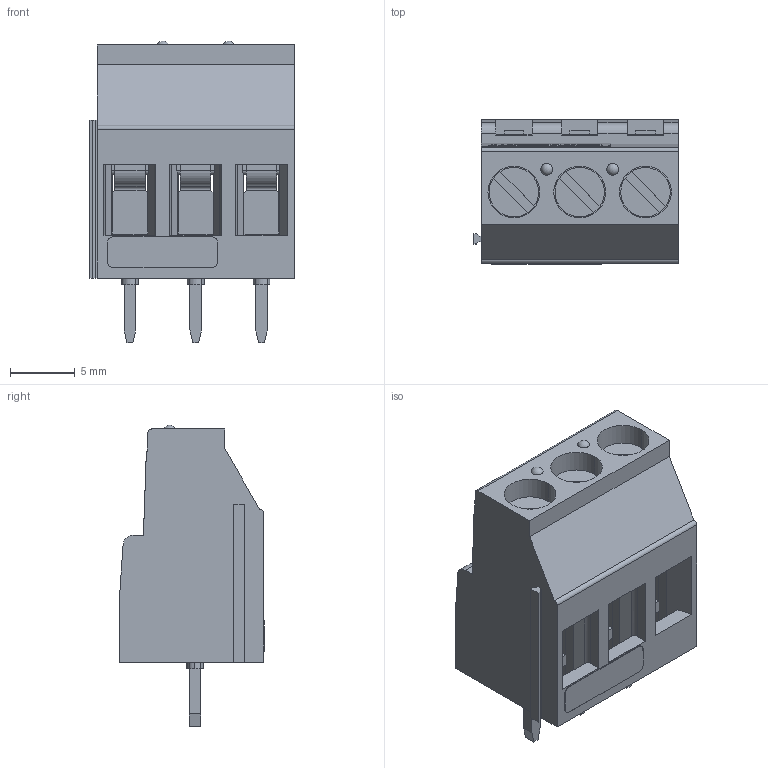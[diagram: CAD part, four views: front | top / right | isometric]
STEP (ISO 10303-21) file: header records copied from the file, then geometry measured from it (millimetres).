
FILE_DESCRIPTION(('Creo Elements/Direct Modeling STEP Export'),'2;1');
FILE_NAME('model.stp','2023-03-09T14:37:29',(''),(''),'Creo Elements/Direct Modeling STEP processor for AP214 (Solid Model)','Creo Elements/Direct Modeling 20.1D 10-Oct-2020 (C) Parametric Technology GmbH','');
FILE_SCHEMA(('AUTOMOTIVE_DESIGN { 1 0 10303 214 1 1 1 1 }'));
Length unit declared in the file: millimetre
Products named in the file (6): MKDS_3_3-5.08_GEH; Druckstück_2; Klemmhülse_1; Schraube_2; Bohrloch.2; MKDS_3_3-5.08
Assembly tree (13 placements, depth 2):
  MKDS_3_3-5.08
    Bohrloch.2  x3
    Klemmhülse_1  x3
    Schraube_2  x3
    Druckstück_2  x3
    MKDS_3_3-5.08_GEH
Bounding box: 15.81 x 11.18 x 23.3 mm (x, y, z)
Volume: 1766.8 mm3; surface area: 3806.6 mm2
Topology: 13 solids, 13 shells, 787 faces, 2182 edges, 1447 vertices
Faces by surface type: plane 641, cylinder 111, extrusion 30, bspline 3, sphere 2
Entity records: 27307 total; most frequent: CARTESIAN_POINT 5707, ORIENTED_EDGE 3572, DIRECTION 3073, EDGE_CURVE 1786, VECTOR 1565, LINE 1535, VERTEX_POINT 1191, AXIS2_PLACEMENT_3D 754
